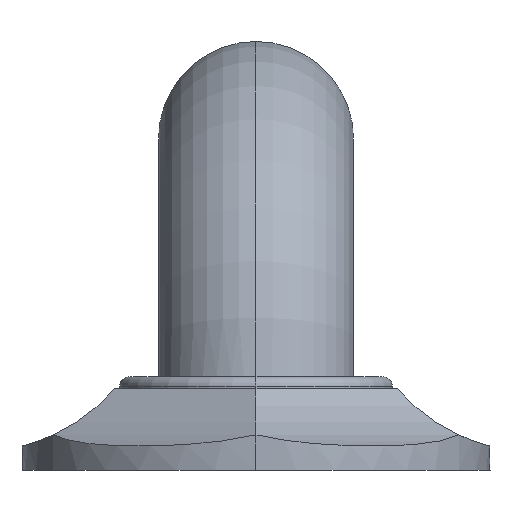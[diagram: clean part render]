
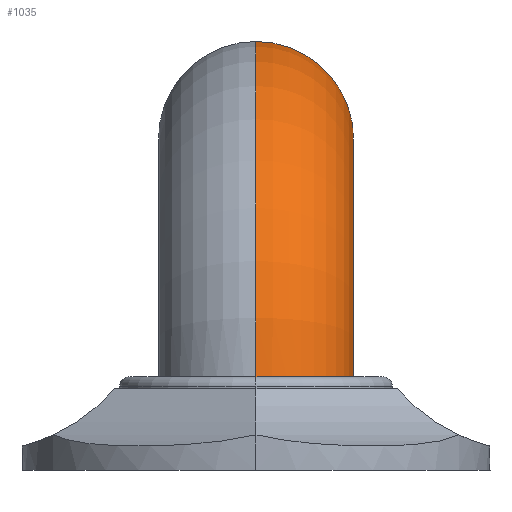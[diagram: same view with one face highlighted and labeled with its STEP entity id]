
A CAD part, left-side view. The second image highlights one B-rep face of the part: STEP entity #1035.
In plain terms, the highlighted toroidal (fillet/blend) face has major radius 41.275 mm and minor radius 15.875 mm.
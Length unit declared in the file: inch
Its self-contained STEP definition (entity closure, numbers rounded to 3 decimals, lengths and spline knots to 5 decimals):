
#334=CARTESIAN_POINT('',(-6.375,0.,2.125));
#335=DIRECTION('',(1.,0.,0.));
#336=DIRECTION('',(0.,0.,1.));
#337=AXIS2_PLACEMENT_3D('',#334,#335,#336);
#343=CARTESIAN_POINT('',(-6.375,0.,0.5));
#344=DIRECTION('',(0.,1.,0.));
#345=DIRECTION('',(-0.999,0.,0.044));
#346=AXIS2_PLACEMENT_3D('',#343,#344,#345);
#348=CARTESIAN_POINT('',(-7.36999,0.,0.6));
#379=CARTESIAN_POINT('',(-8.62278,0.,0.6));
#381=CARTESIAN_POINT('',(-8.62278,0.,0.6));
#382=CARTESIAN_POINT('',(-8.62278,-0.02263,0.6));
#383=CARTESIAN_POINT('',(-8.62034,-0.06758,0.6));
#384=CARTESIAN_POINT('',(-8.60936,-0.13456,0.6));
#385=CARTESIAN_POINT('',(-8.59123,-0.19981,0.6));
#386=CARTESIAN_POINT('',(-8.56611,-0.26285,0.6));
#387=CARTESIAN_POINT('',(-8.53438,-0.32268,0.6));
#388=CARTESIAN_POINT('',(-8.49625,-0.37888,0.6));
#389=CARTESIAN_POINT('',(-8.4524,-0.43048,0.6));
#390=CARTESIAN_POINT('',(-8.40303,-0.47721,0.6));
#391=CARTESIAN_POINT('',(-8.3491,-0.51818,0.6));
#392=CARTESIAN_POINT('',(-8.29079,-0.55324,0.6));
#393=CARTESIAN_POINT('',(-8.22928,-0.58167,0.6));
#394=CARTESIAN_POINT('',(-8.16474,-0.6034,0.6));
#395=CARTESIAN_POINT('',(-8.09852,-0.61796,0.6));
#396=CARTESIAN_POINT('',(-8.03075,-0.62532,0.6));
#397=CARTESIAN_POINT('',(-7.9629,-0.62531,0.6));
#398=CARTESIAN_POINT('',(-7.8951,-0.61793,0.6));
#399=CARTESIAN_POINT('',(-7.8288,-0.60334,0.6));
#400=CARTESIAN_POINT('',(-7.76414,-0.58156,0.6));
#401=CARTESIAN_POINT('',(-7.70249,-0.55306,0.6));
#402=CARTESIAN_POINT('',(-7.64404,-0.51791,0.6));
#403=CARTESIAN_POINT('',(-7.58997,-0.47685,0.6));
#404=CARTESIAN_POINT('',(-7.54049,-0.43003,0.6));
#405=CARTESIAN_POINT('',(-7.49655,-0.37836,0.6));
#406=CARTESIAN_POINT('',(-7.45837,-0.32212,0.6));
#407=CARTESIAN_POINT('',(-7.42662,-0.26231,0.6));
#408=CARTESIAN_POINT('',(-7.4015,-0.19934,0.6));
#409=CARTESIAN_POINT('',(-7.38339,-0.13421,0.6));
#410=CARTESIAN_POINT('',(-7.37242,-0.0674,0.6));
#411=CARTESIAN_POINT('',(-7.36999,-0.02256,0.6));
#412=CARTESIAN_POINT('',(-7.36999,0.,0.6));
#660=CARTESIAN_POINT('',(-6.375,0.,0.5));
#661=DIRECTION('',(0.,1.,0.));
#662=DIRECTION('',(-0.995,0.,0.1));
#663=AXIS2_PLACEMENT_3D('',#660,#661,#662);
#742=CARTESIAN_POINT('',(-6.375,0.,1.5));
#743=CARTESIAN_POINT('',(-6.375,0.,2.75));
#744=VERTEX_POINT('',#742);
#745=VERTEX_POINT('',#743);
#752=VERTEX_POINT('',#348);
#753=VERTEX_POINT('',#379);
#1021=CARTESIAN_POINT('',(-6.375,0.,0.5));
#1022=DIRECTION('',(0.,1.,0.));
#1023=DIRECTION('',(1.,0.,0.));
#1024=AXIS2_PLACEMENT_3D('',#1021,#1022,#1023);
#1025=TOROIDAL_SURFACE('',#1024,1.625,0.625);
#1027=ORIENTED_EDGE('',*,*,#1026,.F.);
#1029=ORIENTED_EDGE('',*,*,#1028,.T.);
#1030=ORIENTED_EDGE('',*,*,#1011,.T.);
#1032=ORIENTED_EDGE('',*,*,#1031,.F.);
#1033=EDGE_LOOP('',(#1027,#1029,#1030,#1032));
#1034=FACE_OUTER_BOUND('',#1033,.F.);
#1035=ADVANCED_FACE('',(#1034),#1025,.T.);
#338=CIRCLE('',#337,0.625);
#347=CIRCLE('',#346,2.25);
#413=B_SPLINE_CURVE_WITH_KNOTS('',3,(#381,#382,#383,#384,#385,#386,#387,#388,
#389,#390,#391,#392,#393,#394,#395,#396,#397,#398,#399,#400,#401,#402,#403,#404,
#405,#406,#407,#408,#409,#410,#411,#412),.UNSPECIFIED.,.F.,.F.,(4,1,1,1,1,1,1,1,
1,1,1,1,1,1,1,1,1,1,1,1,1,1,1,1,1,1,1,1,1,4),(0.,0.03448,
0.06897,0.10345,0.13793,0.17241,
0.2069,0.24138,0.27586,0.31034,
0.34483,0.37931,0.41379,0.44828,
0.48276,0.51724,0.55172,0.58621,
0.62069,0.65517,0.68966,0.72414,
0.75862,0.7931,0.82759,0.86207,
0.89655,0.93103,0.96552,1.),.UNSPECIFIED.);
#664=CIRCLE('',#663,1.);
#1011=EDGE_CURVE('',#745,#744,#338,.T.);
#1026=EDGE_CURVE('',#753,#752,#413,.T.);
#1028=EDGE_CURVE('',#753,#745,#347,.T.);
#1031=EDGE_CURVE('',#752,#744,#664,.T.);
